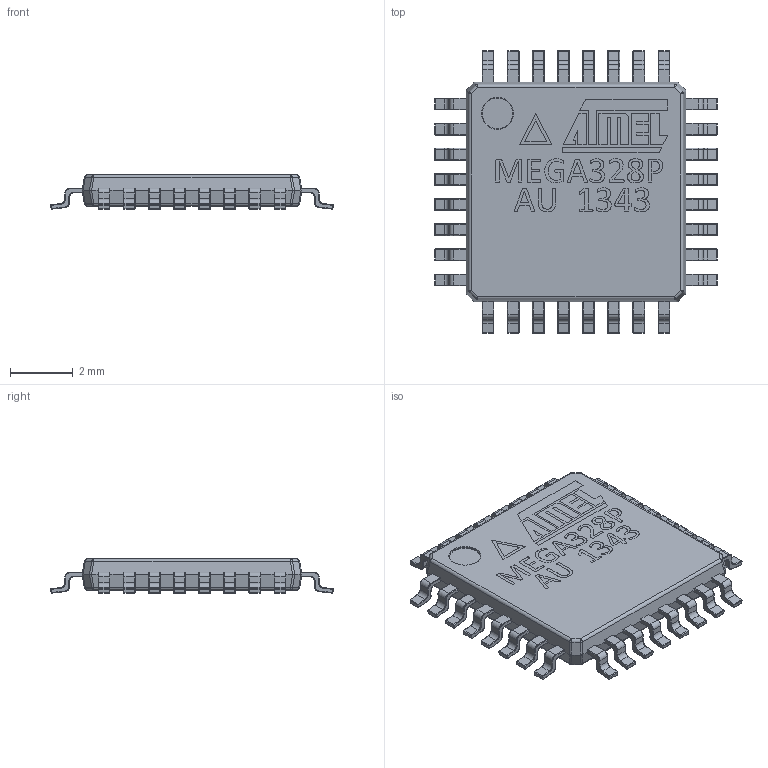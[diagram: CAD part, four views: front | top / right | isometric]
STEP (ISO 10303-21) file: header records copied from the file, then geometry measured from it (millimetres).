
FILE_DESCRIPTION(/* description */ (''),/* implementation_level */ '2;1');
FILE_NAME(/* name */ 'ATMEGA328P-AU.step',/* time_stamp */ '2019-10-07T15:54:08-05:00',/* author */ (''),/* organization */ (''),/* preprocessor_version */ 'ST-DEVELOPER v18',/* originating_system */ 'Autodesk Translation Framework v8.6.0.1094',/* authorisation */ '');
FILE_SCHEMA (('AUTOMOTIVE_DESIGN { 1 0 10303 214 3 1 1 }'));
Products named in the file (1): ATMEGA328P-AU
Bounding box: 9 x 9 x 1.1 mm (x, y, z)
Volume: 50.1 mm3; surface area: 163.4 mm2
Topology: 1 solids, 1 shells, 1703 faces, 4146 edges, 2386 vertices
Faces by surface type: cylinder 675, plane 478, torus 258, bspline 148, sphere 144
Full cylindrical faces by diameter (mm): 1 x1
Entity records: 55855 total; most frequent: CARTESIAN_POINT 16120, DIRECTION 8480, ORIENTED_EDGE 8116, EDGE_CURVE 4058, AXIS2_PLACEMENT_3D 3162, VERTEX_POINT 2386, LINE 2156, VECTOR 2156
